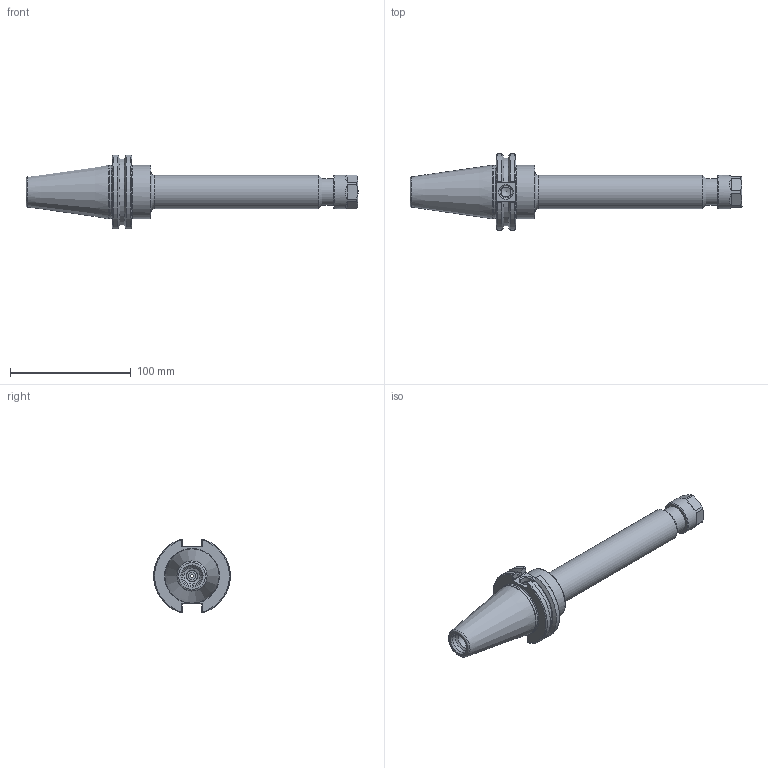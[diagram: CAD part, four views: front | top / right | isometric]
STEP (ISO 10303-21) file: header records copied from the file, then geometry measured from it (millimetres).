
FILE_DESCRIPTION((''),'2;1');
FILE_NAME('C40-16ER812.stp','2014-07-24T15:41:53',('kaykin'),(''),'Autodesk Inventor 2012','Autodesk Inventor 2012','');
FILE_SCHEMA(('AUTOMOTIVE_DESIGN { 1 0 10303 214 1 1 1 1 }'));
Length unit declared in the file: inch
Products named in the file (4): C40-16ER812; C40-16ER8-1; 16ERHPN; BS-20
Assembly tree (3 placements, depth 2):
  C40-16ER812
    C40-16ER8-1
    16ERHPN
    BS-20
Bounding box: 274.51 x 63.26 x 61.05 mm (x, y, z)
Volume: 200742 mm3; surface area: 47520.5 mm2
Topology: 4 solids, 4 shells, 145 faces, 347 edges, 218 vertices
Faces by surface type: plane 62, cylinder 42, cone 31, torus 10
Full cylindrical faces by diameter (mm): 2.286 x1, 8.001 x1, 9.462 x1, 9.728 x1, 10.135 x1, 10.5 x1, 10.973 x1, 12.04 x1, 13.383 x1, 13.386 x1, 16.002 x1, 16.459 x1, 17.01 x1, 17.112 x1, 17.272 x1, 20.066 x1, 20.168 x1, 20.676 x1, 22 x1, 22.428 x1, 27.432 x1, 27.737 x1, 43.942 x1, 44.45 x1
Entity records: 4022 total; most frequent: CARTESIAN_POINT 732, DIRECTION 662, ORIENTED_EDGE 556, EDGE_CURVE 278, AXIS2_PLACEMENT_3D 272, EDGE_LOOP 218, VERTEX_POINT 206, FACE_OUTER_BOUND 145
